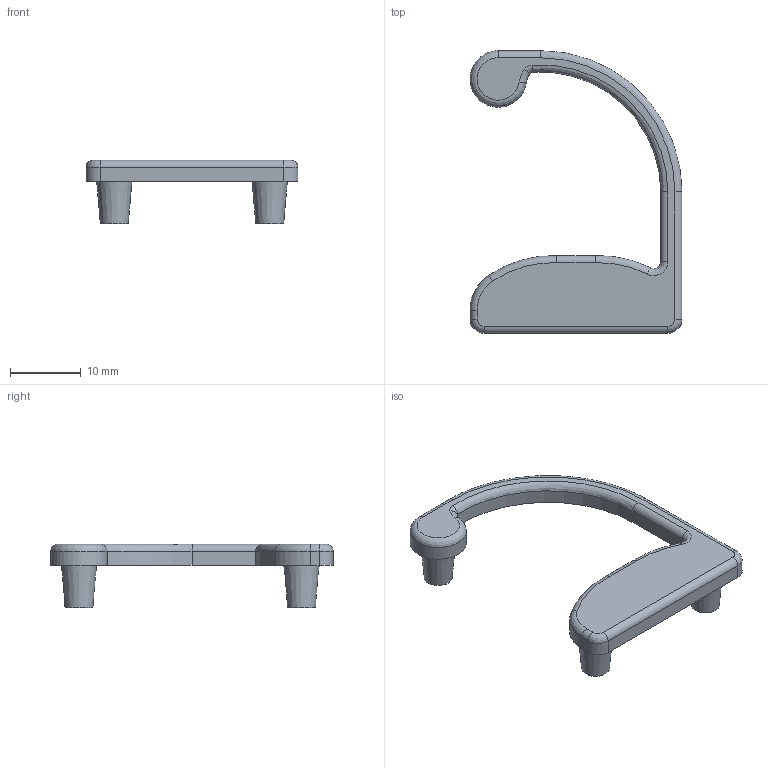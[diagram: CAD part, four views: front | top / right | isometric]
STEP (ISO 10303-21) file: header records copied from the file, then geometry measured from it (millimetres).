
FILE_DESCRIPTION(/* description */ ('TAPPO DX PER PROFILO A MANIGLIA 40x30'),/* implementation_level */ '2;1');
FILE_NAME(/* name */ 'DMNTQ0000007.stp',/* time_stamp */ '2018-11-08T17:07:52+01:00',/* author */ ('fzagni'),/* organization */ (''),/* preprocessor_version */ 'ST-DEVELOPER v16.1',/* originating_system */ 'Autodesk Inventor 2016',/* authorisation */ '');
FILE_SCHEMA (('AUTOMOTIVE_DESIGN { 1 0 10303 214 3 1 1 }'));
Length unit declared in the file: millimetre
Products named in the file (1): 18.090.00
Bounding box: 30 x 40 x 9 mm (x, y, z)
Volume: 1548.8 mm3; surface area: 1812.8 mm2
Topology: 1 solids, 1 shells, 48 faces, 103 edges, 63 vertices
Faces by surface type: cylinder 20, plane 14, bspline 11, cone 3
Full cylindrical faces by diameter (mm): 3 x3
Entity records: 1978 total; most frequent: CARTESIAN_POINT 919, DIRECTION 231, ORIENTED_EDGE 194, AXIS2_PLACEMENT_3D 98, EDGE_CURVE 97, VERTEX_POINT 63, EDGE_LOOP 60, CIRCLE 60
